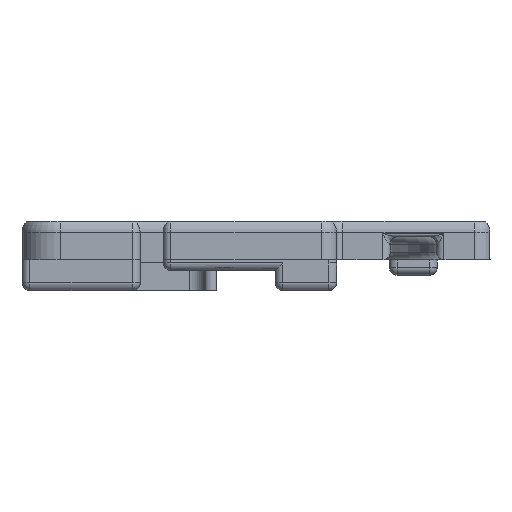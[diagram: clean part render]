
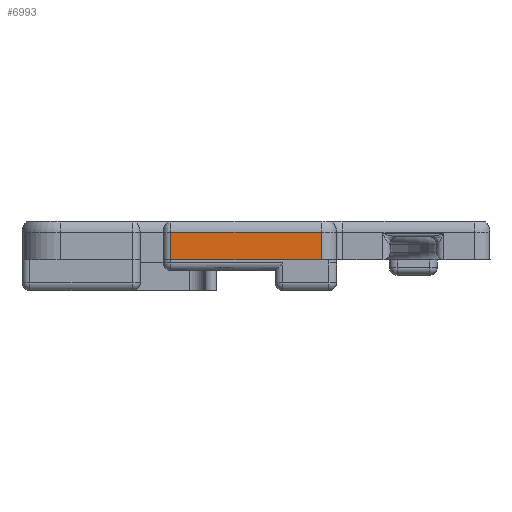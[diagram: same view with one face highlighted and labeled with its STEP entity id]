
A CAD part, left-side view. The second image highlights one B-rep face of the part: STEP entity #6993.
In plain terms, the highlighted planar face has unit normal (-1, 0, 0).
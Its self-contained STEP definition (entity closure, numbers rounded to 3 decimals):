
#144=PLANE('',#7620);
#627=FACE_OUTER_BOUND('',#1078,.T.);
#1078=EDGE_LOOP('',(#5475,#5476,#5477,#5478));
#1581=LINE('',#11339,#2189);
#1630=LINE('',#11557,#2238);
#1631=LINE('',#11559,#2239);
#1632=LINE('',#11560,#2240);
#2189=VECTOR('',#8874,10.);
#2238=VECTOR('',#9109,10.);
#2239=VECTOR('',#9110,10.);
#2240=VECTOR('',#9111,10.);
#3228=VERTEX_POINT('',#11336);
#3229=VERTEX_POINT('',#11338);
#3270=VERTEX_POINT('',#11556);
#3271=VERTEX_POINT('',#11558);
#3965=EDGE_CURVE('',#3228,#3229,#1581,.T.);
#4061=EDGE_CURVE('',#3270,#3228,#1630,.T.);
#4062=EDGE_CURVE('',#3271,#3270,#1631,.T.);
#4063=EDGE_CURVE('',#3229,#3271,#1632,.T.);
#5475=ORIENTED_EDGE('',*,*,#4061,.F.);
#5476=ORIENTED_EDGE('',*,*,#4062,.F.);
#5477=ORIENTED_EDGE('',*,*,#4063,.F.);
#5478=ORIENTED_EDGE('',*,*,#3965,.F.);
#6993=ADVANCED_FACE('',(#627),#144,.T.);
#7620=AXIS2_PLACEMENT_3D('',#11555,#9107,#9108);
#8874=DIRECTION('',(0.,-1.,0.));
#9107=DIRECTION('center_axis',(-1.,0.,0.));
#9108=DIRECTION('ref_axis',(0.,-1.,0.));
#9109=DIRECTION('',(0.,0.,1.));
#9110=DIRECTION('',(0.,1.,0.));
#9111=DIRECTION('',(0.,0.,-1.));
#11336=CARTESIAN_POINT('',(-78.,3.6,-34.524));
#11338=CARTESIAN_POINT('',(-78.,-16.,-34.524));
#11339=CARTESIAN_POINT('',(-78.,15.093,-34.524));
#11555=CARTESIAN_POINT('Origin',(-78.,22.677,-38.096));
#11556=CARTESIAN_POINT('',(-78.,3.6,-38.096));
#11557=CARTESIAN_POINT('',(-78.,3.6,-37.096));
#11558=CARTESIAN_POINT('',(-78.,-16.,-38.096));
#11559=CARTESIAN_POINT('',(-78.,7.508,-38.096));
#11560=CARTESIAN_POINT('',(-78.,-16.,-38.096));
